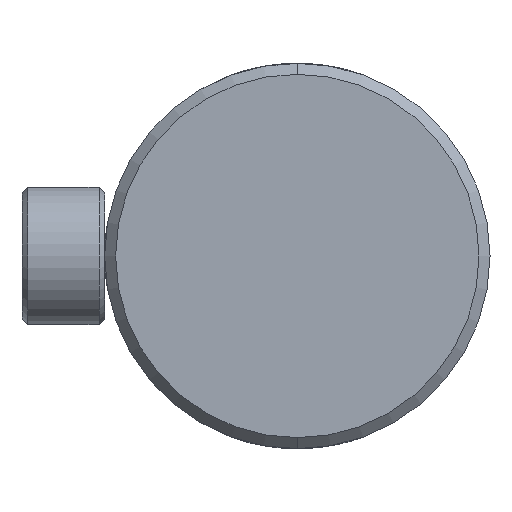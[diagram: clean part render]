
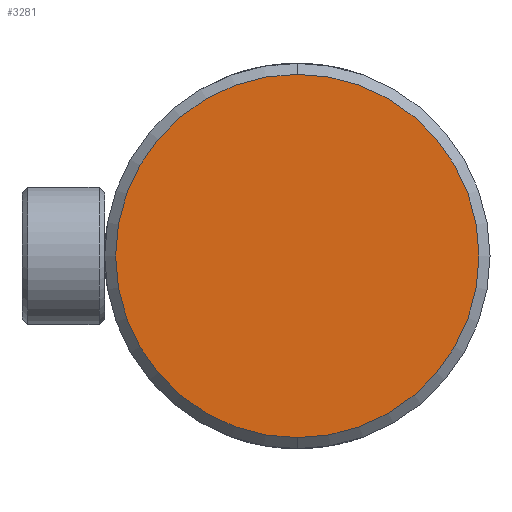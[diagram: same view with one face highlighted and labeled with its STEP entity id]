
A CAD part, left-side view. The second image highlights one B-rep face of the part: STEP entity #3281.
In plain terms, the highlighted planar face has unit normal (-1, 0, 0).
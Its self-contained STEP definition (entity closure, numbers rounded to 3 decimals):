
#366 = DIRECTION ( 'NONE',  ( 1., 0., 0. ) ) ;
#376 = VERTEX_POINT ( 'NONE', #3098 ) ;
#432 = EDGE_LOOP ( 'NONE', ( #2461, #3566 ) ) ;
#687 = PLANE ( 'NONE',  #3632 ) ;
#1125 = FACE_OUTER_BOUND ( 'NONE', #432, .T. ) ;
#1130 = CARTESIAN_POINT ( 'NONE',  ( -47., 0., 0. ) ) ;
#1274 = AXIS2_PLACEMENT_3D ( 'NONE', #1130, #3358, #4030 ) ;
#1343 = CARTESIAN_POINT ( 'NONE',  ( -47., 0., 0. ) ) ;
#1541 = AXIS2_PLACEMENT_3D ( 'NONE', #1563, #3805, #1897 ) ;
#1563 = CARTESIAN_POINT ( 'NONE',  ( -47., 0., 0. ) ) ;
#1897 = DIRECTION ( 'NONE',  ( 0., 0., 1. ) ) ;
#2461 = ORIENTED_EDGE ( 'NONE', *, *, #3059, .T. ) ;
#2612 = CARTESIAN_POINT ( 'NONE',  ( -47., 0., -33. ) ) ;
#2652 = DIRECTION ( 'NONE',  ( 0., 0., -1. ) ) ;
#3059 = EDGE_CURVE ( 'NONE', #3675, #376, #3232, .T. ) ;
#3098 = CARTESIAN_POINT ( 'NONE',  ( -47., 0., 33. ) ) ;
#3232 = CIRCLE ( 'NONE', #1274, 33. ) ;
#3281 = ADVANCED_FACE ( 'NONE', ( #1125 ), #687, .F. ) ;
#3358 = DIRECTION ( 'NONE',  ( -1., 0., 0. ) ) ;
#3566 = ORIENTED_EDGE ( 'NONE', *, *, #3788, .T. ) ;
#3632 = AXIS2_PLACEMENT_3D ( 'NONE', #1343, #366, #2652 ) ;
#3675 = VERTEX_POINT ( 'NONE', #2612 ) ;
#3788 = EDGE_CURVE ( 'NONE', #376, #3675, #4074, .T. ) ;
#3805 = DIRECTION ( 'NONE',  ( -1., 0., 0. ) ) ;
#4030 = DIRECTION ( 'NONE',  ( 0., 0., 1. ) ) ;
#4074 = CIRCLE ( 'NONE', #1541, 33. ) ;
